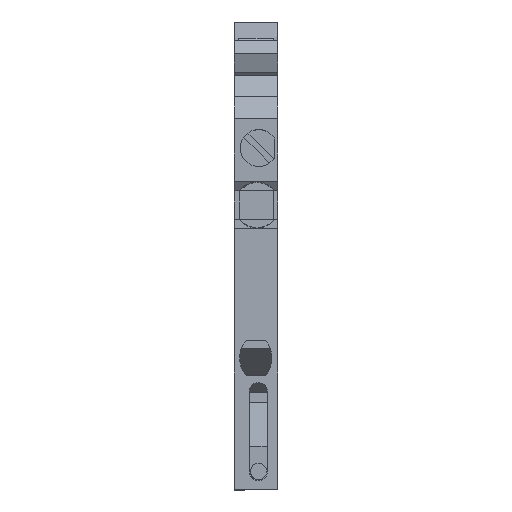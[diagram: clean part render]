
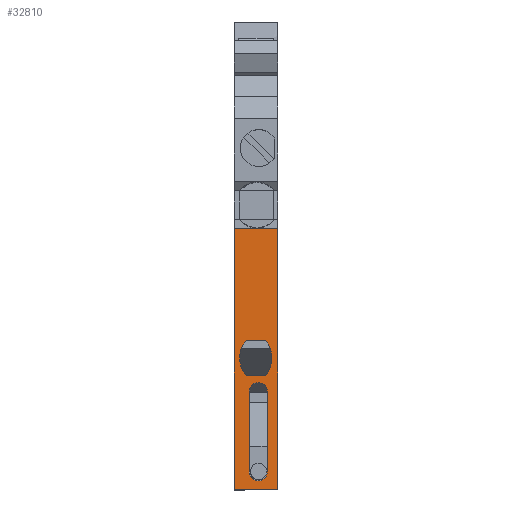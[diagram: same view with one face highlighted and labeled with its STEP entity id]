
A CAD part, top view. The second image highlights one B-rep face of the part: STEP entity #32810.
In plain terms, the highlighted face is planar.
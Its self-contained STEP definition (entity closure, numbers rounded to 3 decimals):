
#3630=CARTESIAN_POINT('',(27.038,32.923,
-5.15));
#3640=VERTEX_POINT('',#3630);
#3670=CARTESIAN_POINT('',(0.,29.603,
-5.15));
#3680=DIRECTION('',(0.993,0.122,
0.));
#3690=VECTOR('',#3680,1.);
#3700=LINE('',#3670,#3690);
#3710=CARTESIAN_POINT('',(-3.383,29.187,
-5.15));
#3720=VERTEX_POINT('',#3710);
#3730=EDGE_CURVE('',#3720,#3640,#3700,.T.);
#8500=CARTESIAN_POINT('',(-3.383,29.187,
0.));
#8510=VERTEX_POINT('',#8500);
#8540=CARTESIAN_POINT('',(0.,29.603,
0.));
#8550=DIRECTION('',(0.993,0.122,
0.));
#8560=VECTOR('',#8550,1.);
#8570=LINE('',#8540,#8560);
#8580=CARTESIAN_POINT('',(27.038,32.923,
0.));
#8590=VERTEX_POINT('',#8580);
#8600=EDGE_CURVE('',#8510,#8590,#8570,.T.);
#30530=CARTESIAN_POINT('',(14.036,31.326,
-1.454));
#30540=VERTEX_POINT('',#30530);
#30620=CARTESIAN_POINT('',(14.036,31.326,
-3.746));
#30630=VERTEX_POINT('',#30620);
#30660=CARTESIAN_POINT('',(14.036,31.326,
0.));
#30670=DIRECTION('',(0.,0.,-1.));
#30680=VECTOR('',#30670,1.);
#30690=LINE('',#30660,#30680);
#30700=EDGE_CURVE('',#30540,#30630,#30690,.T.);
#31050=CARTESIAN_POINT('',(9.867,30.814,
-3.746));
#31060=VERTEX_POINT('',#31050);
#31090=CARTESIAN_POINT('',(11.951,31.07,
-1.2));
#31100=DIRECTION('',(-0.122,0.993,
0.));
#31110=DIRECTION('',(-0.993,-0.122,
0.));
#31120=AXIS2_PLACEMENT_3D('',#31090,#31100,#31110);
#31130=CIRCLE('',#31120,3.3);
#31140=EDGE_CURVE('',#30630,#31060,#31130,.T.);
#31440=CARTESIAN_POINT('',(9.867,30.814,
-1.454));
#31450=VERTEX_POINT('',#31440);
#31480=CARTESIAN_POINT('',(9.867,30.814,
0.));
#31490=DIRECTION('',(0.,0.,1.));
#31500=VECTOR('',#31490,1.);
#31510=LINE('',#31480,#31500);
#31520=EDGE_CURVE('',#31060,#31450,#31510,.T.);
#31780=CARTESIAN_POINT('',(11.951,31.07,
-4.));
#31790=DIRECTION('',(0.122,-0.993,
0.));
#31800=DIRECTION('',(-0.993,-0.122,
0.));
#31810=AXIS2_PLACEMENT_3D('',#31780,#31790,#31800);
#31820=CIRCLE('',#31810,3.3);
#31830=EDGE_CURVE('',#30540,#31450,#31820,.T.);
#32180=CARTESIAN_POINT('',(-3.383,29.187,
0.));
#32190=DIRECTION('',(0.122,-0.993,
0.));
#32200=DIRECTION('',(-0.993,-0.122,
0.));
#32210=AXIS2_PLACEMENT_3D('',#32180,#32190,#32200);
#32220=PLANE('',#32210);
#32230=ORIENTED_EDGE('',*,*,#8600,.T.);
#32240=CARTESIAN_POINT('',(-3.383,29.187,
0.));
#32250=DIRECTION('',(0.,0.,-1.));
#32260=VECTOR('',#32250,1.);
#32270=LINE('',#32240,#32260);
#32280=EDGE_CURVE('',#8510,#3720,#32270,.T.);
#32290=ORIENTED_EDGE('',*,*,#32280,.F.);
#32300=ORIENTED_EDGE('',*,*,#3730,.F.);
#32310=CARTESIAN_POINT('',(27.038,32.923,
0.));
#32320=DIRECTION('',(0.,0.,-1.));
#32330=VECTOR('',#32320,1.);
#32340=LINE('',#32310,#32330);
#32350=EDGE_CURVE('',#8590,#3640,#32340,.T.);
#32360=ORIENTED_EDGE('',*,*,#32350,.T.);
#32370=EDGE_LOOP('',(#32360,#32300,#32290,#32230));
#32380=FACE_OUTER_BOUND('',#32370,.T.);
#32390=ORIENTED_EDGE('',*,*,#30700,.F.);
#32400=ORIENTED_EDGE('',*,*,#31140,.F.);
#32410=ORIENTED_EDGE('',*,*,#31520,.F.);
#32420=ORIENTED_EDGE('',*,*,#31830,.T.);
#32430=EDGE_LOOP('',(#32420,#32410,#32400,#32390));
#32440=FACE_BOUND('',#32430,.T.);
#32450=CARTESIAN_POINT('',(8.031,30.589,
-2.3));
#32460=DIRECTION('',(-0.122,0.993,
0.));
#32470=DIRECTION('',(-0.993,-0.122,
0.));
#32480=AXIS2_PLACEMENT_3D('',#32450,#32460,#32470);
#32490=CIRCLE('',#32480,1.05);
#32500=CARTESIAN_POINT('',(8.031,30.589,
-1.25));
#32510=VERTEX_POINT('',#32500);
#32520=CARTESIAN_POINT('',(8.031,30.589,
-3.35));
#32530=VERTEX_POINT('',#32520);
#32540=EDGE_CURVE('',#32510,#32530,#32490,.T.);
#32550=ORIENTED_EDGE('',*,*,#32540,.F.);
#32560=CARTESIAN_POINT('',(0.,29.603,
-3.35));
#32570=DIRECTION('',(-0.993,-0.122,
0.));
#32580=VECTOR('',#32570,1.);
#32590=LINE('',#32560,#32580);
#32600=CARTESIAN_POINT('',(-1.349,29.437,
-3.35));
#32610=VERTEX_POINT('',#32600);
#32620=EDGE_CURVE('',#32530,#32610,#32590,.T.);
#32630=ORIENTED_EDGE('',*,*,#32620,.F.);
#32640=CARTESIAN_POINT('',(-1.349,29.437,
-2.3));
#32650=DIRECTION('',(0.122,-0.993,
0.));
#32660=DIRECTION('',(-0.993,-0.122,
0.));
#32670=AXIS2_PLACEMENT_3D('',#32640,#32650,#32660);
#32680=CIRCLE('',#32670,1.05);
#32690=CARTESIAN_POINT('',(-1.349,29.437,
-1.25));
#32700=VERTEX_POINT('',#32690);
#32710=EDGE_CURVE('',#32700,#32610,#32680,.T.);
#32720=ORIENTED_EDGE('',*,*,#32710,.T.);
#32730=CARTESIAN_POINT('',(0.,29.603,
-1.25));
#32740=DIRECTION('',(0.993,0.122,
0.));
#32750=VECTOR('',#32740,1.);
#32760=LINE('',#32730,#32750);
#32770=EDGE_CURVE('',#32700,#32510,#32760,.T.);
#32780=ORIENTED_EDGE('',*,*,#32770,.F.);
#32790=EDGE_LOOP('',(#32780,#32720,#32630,#32550));
#32800=FACE_BOUND('',#32790,.T.);
#32810=ADVANCED_FACE('',(#32380,#32440,#32800),#32220,.F.);
